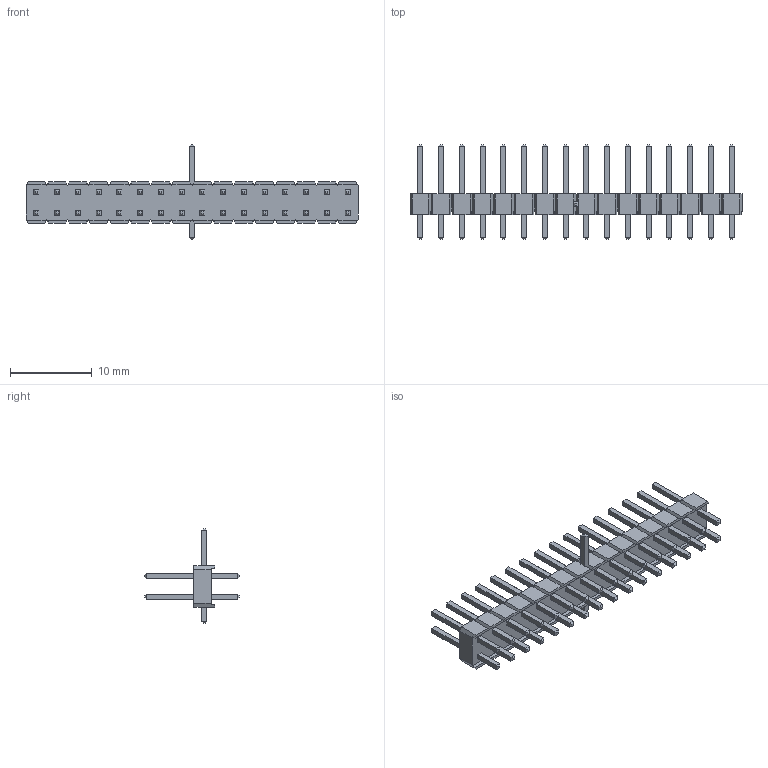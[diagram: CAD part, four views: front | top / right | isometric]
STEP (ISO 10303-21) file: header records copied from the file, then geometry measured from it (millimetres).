
FILE_DESCRIPTION( ( 'Unknown' ), '1' );
FILE_NAME( '61303221121.stp', 'Unknown', ( 'Unknown' ), ( 'Unknown' ), 'PSStep 14.0', 'Unknown', ' ' );
FILE_SCHEMA( ( 'AUTOMOTIVE_DESIGN { 1 0 10303 214 1 1 1 1 }' ) );
Length unit declared in the file: millimetre
Products named in the file (3): Assem1; 6130xx21121_PIN; 61303221121
Bounding box: 40.64 x 11.54 x 11.54 mm (x, y, z)
Volume: 970.4 mm3; surface area: 2683.9 mm2
Topology: 35 solids, 35 shells, 1046 faces, 2664 edges, 1688 vertices
Faces by surface type: plane 1046
Entity records: 12742 total; most frequent: CARTESIAN_POINT 1834, ORIENTED_EDGE 1796, DIRECTION 1578, EDGE_CURVE 898, LINE 898, VECTOR 898, VERTEX_POINT 596, EDGE_LOOP 370
